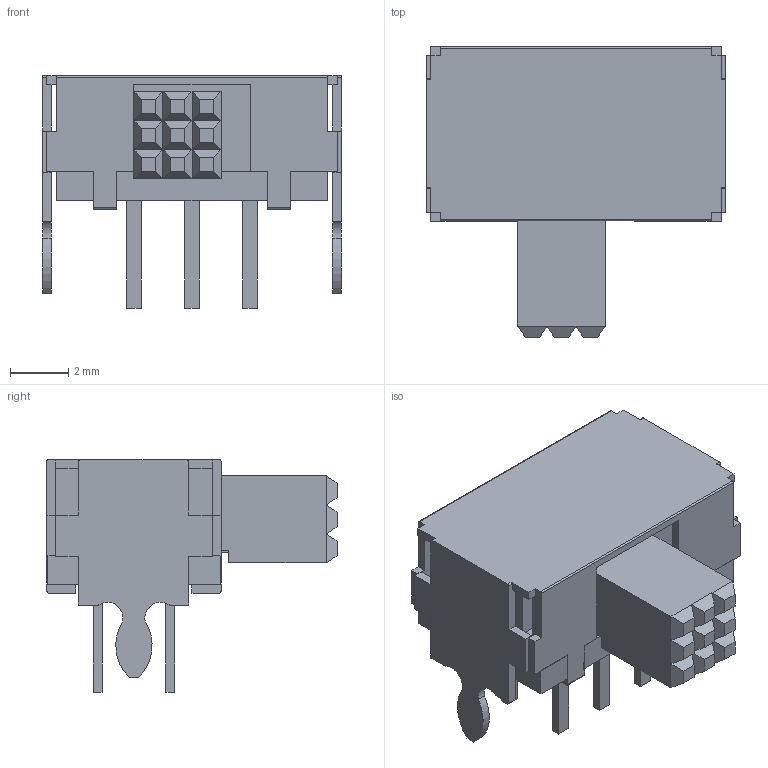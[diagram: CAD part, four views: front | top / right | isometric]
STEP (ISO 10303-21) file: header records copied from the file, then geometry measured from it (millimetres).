
FILE_DESCRIPTION(/* description */ (' '),/* implementation_level */ '2;1');
FILE_NAME(/* name */ 'E-SWITCH - EG2208.step',/* time_stamp */ '2025-12-03T02:29:22Z',/* author */ (''),/* organization */ (''),/* preprocessor_version */ 'ST-DEVELOPER v20.1',/* originating_system */ 'Autodesk Translation Framework v14.21.0.0',/* authorisation */ '');
FILE_SCHEMA (('AUTOMOTIVE_DESIGN { 1 0 10303 214 3 1 1 }'));
Length unit declared in the file: inch
Products named in the file (1): EG2208.stp
Bounding box: 10.3 x 10 x 8 mm (x, y, z)
Volume: 221.9 mm3; surface area: 611.2 mm2
Topology: 1 solids, 1 shells, 259 faces, 708 edges, 452 vertices
Faces by surface type: plane 241, cylinder 18
Entity records: 8133 total; most frequent: CARTESIAN_POINT 1420, ORIENTED_EDGE 1416, DIRECTION 1264, EDGE_CURVE 708, LINE 672, VECTOR 672, VERTEX_POINT 452, AXIS2_PLACEMENT_3D 296
